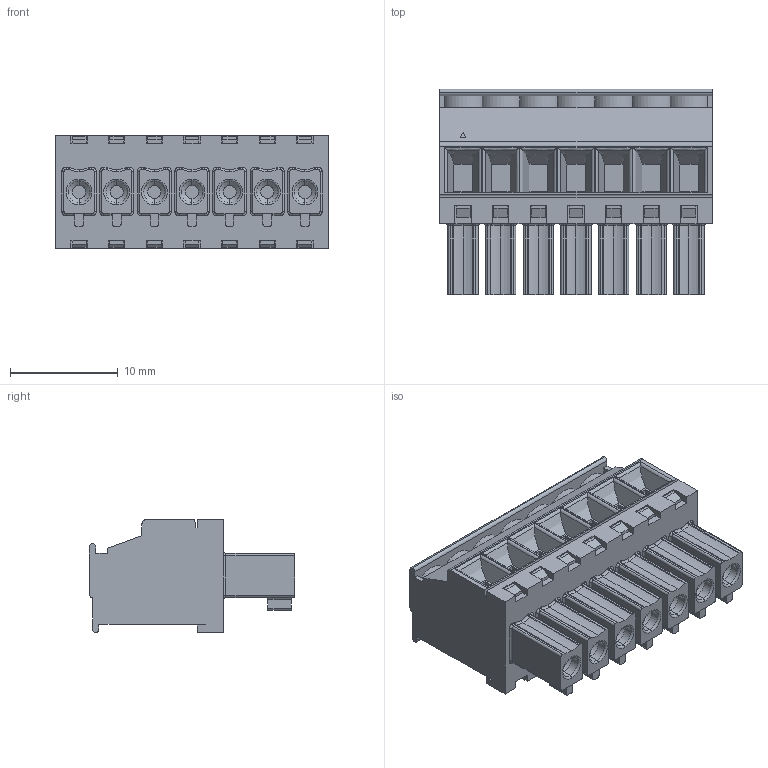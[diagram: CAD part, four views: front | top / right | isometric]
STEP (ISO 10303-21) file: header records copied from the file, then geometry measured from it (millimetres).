
FILE_DESCRIPTION (( 'STEP AP214' ), '1' );
FILE_NAME ('15EDGKB-3.5-07P-14-00AH.STEP', '2021-01-29T20:31:24', ( '' ), ( '' ), 'SwSTEP 2.0', 'SolidWorks 2020', '' );
FILE_SCHEMA (( 'AUTOMOTIVE_DESIGN' ));
Length unit declared in the file: millimetre
Products named in the file (1): 15EDGKB-3.5-07P-14-00AH
Bounding box: 25.3 x 19.1 x 10.5 mm (x, y, z)
Volume: 2913.7 mm3; surface area: 3164.7 mm2
Topology: 1 solids, 1 shells, 1079 faces, 2818 edges, 1804 vertices
Faces by surface type: plane 564, cylinder 229, bspline 139, torus 119, cone 28
Entity records: 45331 total; most frequent: CARTESIAN_POINT 14236, ORIENTED_EDGE 5636, DIRECTION 4943, EDGE_CURVE 2818, VERTEX_POINT 1804, VECTOR 1795, LINE 1795, AXIS2_PLACEMENT_3D 1574
